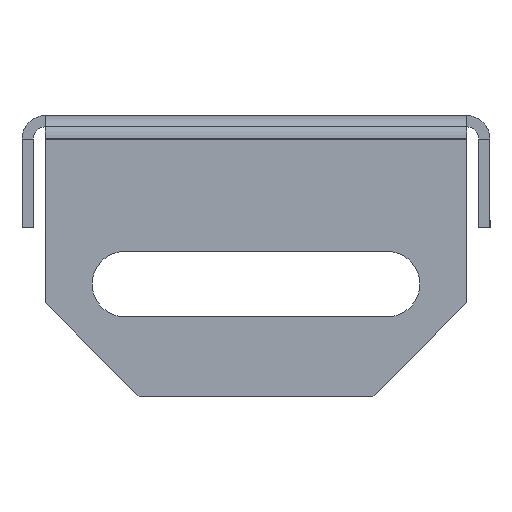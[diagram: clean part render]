
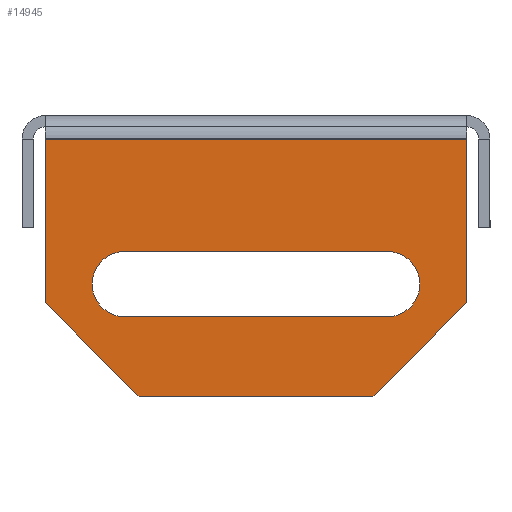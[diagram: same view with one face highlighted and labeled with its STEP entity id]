
A CAD part, left-side view. The second image highlights one B-rep face of the part: STEP entity #14945.
In plain terms, the highlighted planar face has unit normal (-1, 0, 0).
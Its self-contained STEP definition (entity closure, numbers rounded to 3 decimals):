
#204 = DIRECTION ( 'NONE',  ( -1., 0., 0. ) ) ;
#250 = DIRECTION ( 'NONE',  ( 0., -0.707, 0.707 ) ) ;
#296 = VECTOR ( 'NONE', #6854, 1000. ) ;
#1071 = CARTESIAN_POINT ( 'NONE',  ( -359., -22.5, -2.5 ) ) ;
#1311 = CARTESIAN_POINT ( 'NONE',  ( -359., 12.5, -30. ) ) ;
#1330 = CARTESIAN_POINT ( 'NONE',  ( -359., 12.5, -30. ) ) ;
#1355 = ORIENTED_EDGE ( 'NONE', *, *, #9217, .F. ) ;
#1430 = LINE ( 'NONE', #13511, #7816 ) ;
#1522 = EDGE_CURVE ( 'NONE', #12590, #12033, #2053, .T. ) ;
#1867 = VECTOR ( 'NONE', #4250, 1000. ) ;
#2053 = LINE ( 'NONE', #10418, #296 ) ;
#2201 = ORIENTED_EDGE ( 'NONE', *, *, #12146, .T. ) ;
#2203 = ORIENTED_EDGE ( 'NONE', *, *, #4087, .T. ) ;
#2369 = DIRECTION ( 'NONE',  ( 0., -1., 0. ) ) ;
#2484 = CARTESIAN_POINT ( 'NONE',  ( -359., 14., -14.5 ) ) ;
#2638 = VECTOR ( 'NONE', #3825, 1000. ) ;
#2651 = CARTESIAN_POINT ( 'NONE',  ( -359., 14., -14.5 ) ) ;
#3075 = ORIENTED_EDGE ( 'NONE', *, *, #1522, .F. ) ;
#3112 = CARTESIAN_POINT ( 'NONE',  ( -359., -22.5, -20. ) ) ;
#3552 = LINE ( 'NONE', #9700, #9546 ) ;
#3697 = CIRCLE ( 'NONE', #11515, 3.5 ) ;
#3728 = ORIENTED_EDGE ( 'NONE', *, *, #5158, .F. ) ;
#3825 = DIRECTION ( 'NONE',  ( 0., 1., 0. ) ) ;
#4087 = EDGE_CURVE ( 'NONE', #12590, #9530, #4737, .T. ) ;
#4250 = DIRECTION ( 'NONE',  ( 0., -1., 0. ) ) ;
#4639 = VECTOR ( 'NONE', #250, 1000. ) ;
#4737 = LINE ( 'NONE', #12168, #5884 ) ;
#4976 = CARTESIAN_POINT ( 'NONE',  ( -359., -22.5, -20. ) ) ;
#5158 = EDGE_CURVE ( 'NONE', #5792, #6125, #14002, .T. ) ;
#5792 = VERTEX_POINT ( 'NONE', #6565 ) ;
#5884 = VECTOR ( 'NONE', #14398, 1000. ) ;
#6038 = EDGE_LOOP ( 'NONE', ( #3728, #1355, #6740, #10904 ) ) ;
#6125 = VERTEX_POINT ( 'NONE', #7358 ) ;
#6126 = VERTEX_POINT ( 'NONE', #2484 ) ;
#6429 = VECTOR ( 'NONE', #13326, 1000. ) ;
#6445 = CARTESIAN_POINT ( 'NONE',  ( -359., -14., -18. ) ) ;
#6565 = CARTESIAN_POINT ( 'NONE',  ( -359., 14., -21.5 ) ) ;
#6740 = ORIENTED_EDGE ( 'NONE', *, *, #8810, .F. ) ;
#6854 = DIRECTION ( 'NONE',  ( 0., -1., 0. ) ) ;
#7018 = EDGE_CURVE ( 'NONE', #6125, #13721, #3697, .T. ) ;
#7196 = ORIENTED_EDGE ( 'NONE', *, *, #10019, .T. ) ;
#7358 = CARTESIAN_POINT ( 'NONE',  ( -359., -14., -21.5 ) ) ;
#7521 = CARTESIAN_POINT ( 'NONE',  ( -359., 14., -18. ) ) ;
#7816 = VECTOR ( 'NONE', #14467, 1000. ) ;
#8246 = EDGE_LOOP ( 'NONE', ( #7196, #2201, #10280, #3075, #2203, #12363 ) ) ;
#8504 = FACE_BOUND ( 'NONE', #6038, .T. ) ;
#8651 = DIRECTION ( 'NONE',  ( -1., 0., 0. ) ) ;
#8716 = VERTEX_POINT ( 'NONE', #13265 ) ;
#8726 = LINE ( 'NONE', #2651, #2638 ) ;
#8810 = EDGE_CURVE ( 'NONE', #13721, #6126, #8726, .T. ) ;
#9217 = EDGE_CURVE ( 'NONE', #6126, #5792, #12014, .T. ) ;
#9249 = EDGE_CURVE ( 'NONE', #9530, #11645, #12358, .T. ) ;
#9486 = AXIS2_PLACEMENT_3D ( 'NONE', #11102, #9915, #12306 ) ;
#9530 = VERTEX_POINT ( 'NONE', #10448 ) ;
#9546 = VECTOR ( 'NONE', #2369, 1000. ) ;
#9665 = CARTESIAN_POINT ( 'NONE',  ( -359., -14., -14.5 ) ) ;
#9700 = CARTESIAN_POINT ( 'NONE',  ( -359., 0., -30. ) ) ;
#9915 = DIRECTION ( 'NONE',  ( 1., 0., 0. ) ) ;
#10019 = EDGE_CURVE ( 'NONE', #11645, #8716, #3552, .T. ) ;
#10225 = AXIS2_PLACEMENT_3D ( 'NONE', #7521, #204, #14510 ) ;
#10280 = ORIENTED_EDGE ( 'NONE', *, *, #11281, .T. ) ;
#10418 = CARTESIAN_POINT ( 'NONE',  ( -359., -22.5, -2.5 ) ) ;
#10448 = CARTESIAN_POINT ( 'NONE',  ( -359., 22.5, -20. ) ) ;
#10904 = ORIENTED_EDGE ( 'NONE', *, *, #7018, .F. ) ;
#11014 = CARTESIAN_POINT ( 'NONE',  ( -359., 22.5, -2.5 ) ) ;
#11102 = CARTESIAN_POINT ( 'NONE',  ( -359., 0., 0. ) ) ;
#11281 = EDGE_CURVE ( 'NONE', #15171, #12033, #1430, .T. ) ;
#11515 = AXIS2_PLACEMENT_3D ( 'NONE', #6445, #8651, #12386 ) ;
#11645 = VERTEX_POINT ( 'NONE', #1330 ) ;
#12014 = CIRCLE ( 'NONE', #10225, 3.5 ) ;
#12033 = VERTEX_POINT ( 'NONE', #1071 ) ;
#12146 = EDGE_CURVE ( 'NONE', #8716, #15171, #12273, .T. ) ;
#12168 = CARTESIAN_POINT ( 'NONE',  ( -359., 22.5, 0. ) ) ;
#12273 = LINE ( 'NONE', #4976, #4639 ) ;
#12306 = DIRECTION ( 'NONE',  ( 0., 0., -1. ) ) ;
#12358 = LINE ( 'NONE', #1311, #6429 ) ;
#12363 = ORIENTED_EDGE ( 'NONE', *, *, #9249, .T. ) ;
#12386 = DIRECTION ( 'NONE',  ( 0., 0., 1. ) ) ;
#12590 = VERTEX_POINT ( 'NONE', #11014 ) ;
#12820 = CARTESIAN_POINT ( 'NONE',  ( -359., 14., -21.5 ) ) ;
#13265 = CARTESIAN_POINT ( 'NONE',  ( -359., -12.5, -30. ) ) ;
#13270 = PLANE ( 'NONE',  #9486 ) ;
#13326 = DIRECTION ( 'NONE',  ( 0., -0.707, -0.707 ) ) ;
#13343 = FACE_OUTER_BOUND ( 'NONE', #8246, .T. ) ;
#13511 = CARTESIAN_POINT ( 'NONE',  ( -359., -22.5, 0. ) ) ;
#13721 = VERTEX_POINT ( 'NONE', #9665 ) ;
#14002 = LINE ( 'NONE', #12820, #1867 ) ;
#14398 = DIRECTION ( 'NONE',  ( 0., 0., -1. ) ) ;
#14467 = DIRECTION ( 'NONE',  ( 0., 0., 1. ) ) ;
#14510 = DIRECTION ( 'NONE',  ( 0., 0., 1. ) ) ;
#14945 = ADVANCED_FACE ( 'NONE', ( #8504, #13343 ), #13270, .F. ) ;
#15171 = VERTEX_POINT ( 'NONE', #3112 ) ;
